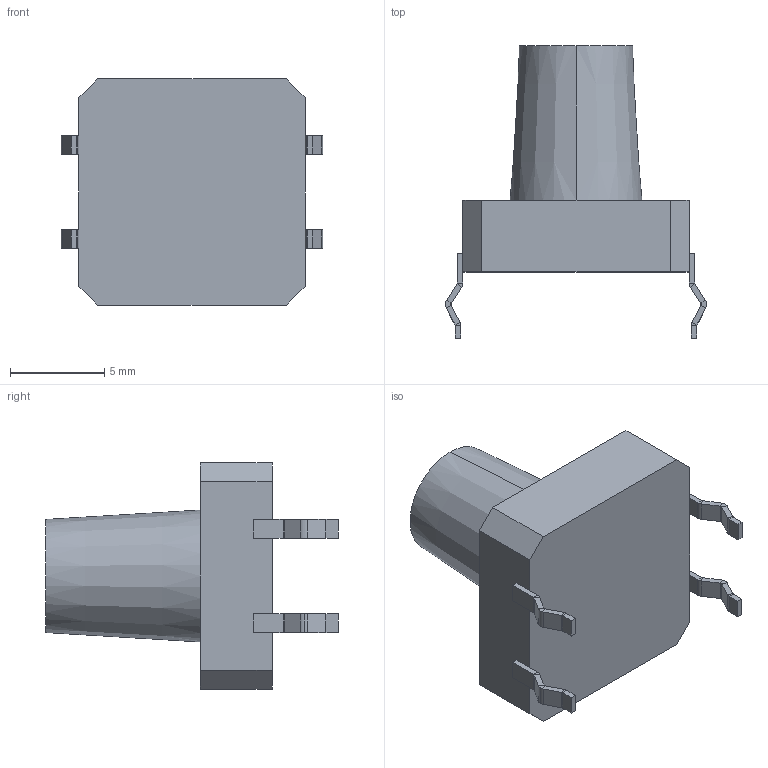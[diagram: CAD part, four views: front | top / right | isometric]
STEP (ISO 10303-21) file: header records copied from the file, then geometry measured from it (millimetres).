
FILE_DESCRIPTION (( 'STEP AP214' ), '1' );
FILE_NAME ('TC-12EF.STEP', '2016-02-11T22:36:55', ( '' ), ( '' ), 'SwSTEP 2.0', 'SolidWorks 2012', '' );
FILE_SCHEMA (( 'AUTOMOTIVE_DESIGN' ));
Length unit declared in the file: millimetre
Products named in the file (1): TC-12EF
Bounding box: 13.87 x 15.5 x 12 mm (x, y, z)
Volume: 818 mm3; surface area: 667.4 mm2
Topology: 5 solids, 5 shells, 137 faces, 282 edges, 156 vertices
Faces by surface type: plane 107, cylinder 28, cone 2
Entity records: 4407 total; most frequent: DIRECTION 618, CARTESIAN_POINT 576, ORIENTED_EDGE 564, EDGE_CURVE 282, LINE 222, VECTOR 222, AXIS2_PLACEMENT_3D 198, VERTEX_POINT 156
